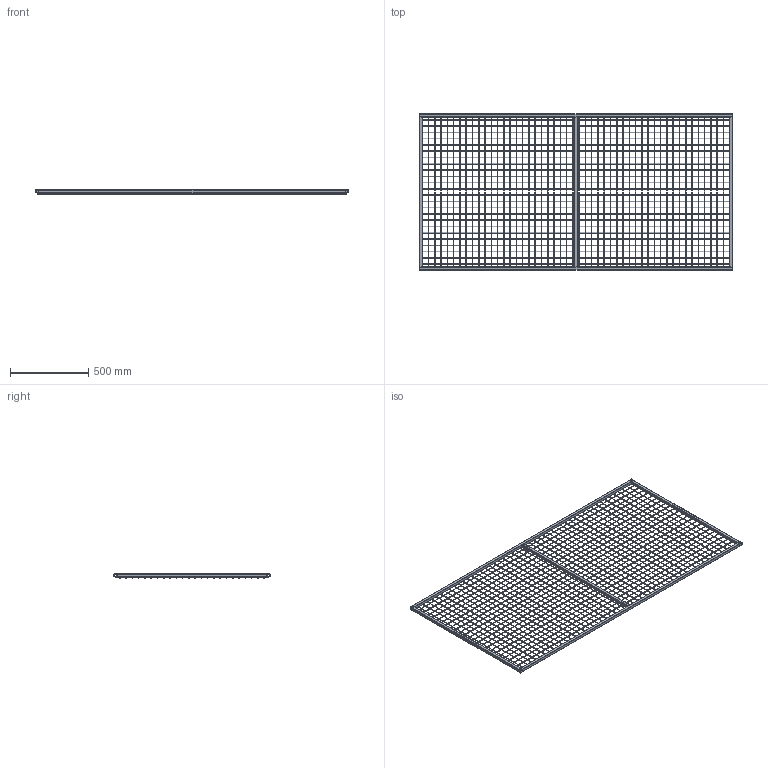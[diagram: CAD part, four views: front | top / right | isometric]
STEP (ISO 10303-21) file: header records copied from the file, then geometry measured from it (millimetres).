
FILE_DESCRIPTION (( 'STEP AP214' ), '1' );
FILE_NAME ('SRF_C_1000_4_A.STEP', '2018-01-25T12:39:13', ( '' ), ( '' ), 'SwSTEP 2.0', 'SolidWorks 2018', '' );
FILE_SCHEMA (( 'AUTOMOTIVE_DESIGN' ));
Length unit declared in the file: millimetre
Products named in the file (1): SRF_C_1000_4_A
Bounding box: 1999 x 995 x 28 mm (x, y, z)
Volume: 1605515.6 mm3; surface area: 2214415.8 mm2
Topology: 81 solids, 81 shells, 690 faces, 1524 edges, 1016 vertices
Faces by surface type: cylinder 356, plane 334
Entity records: 27680 total; most frequent: DIRECTION 3618, CARTESIAN_POINT 3231, ORIENTED_EDGE 3048, EDGE_CURVE 1524, AXIS2_PLACEMENT_3D 1403, VERTEX_POINT 1016, LINE 812, VECTOR 812
